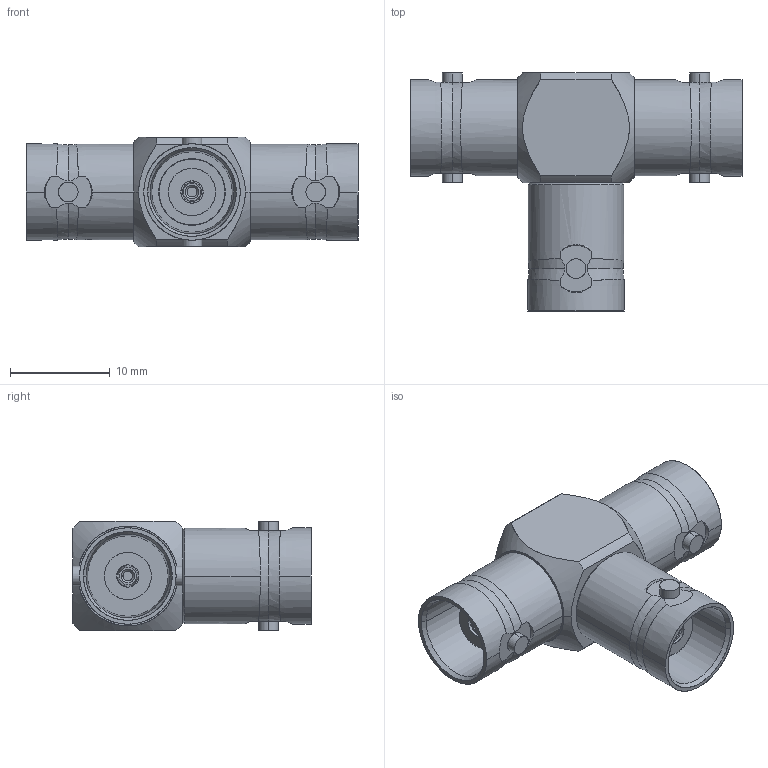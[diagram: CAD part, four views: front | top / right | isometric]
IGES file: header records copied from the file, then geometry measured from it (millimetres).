
Start section: SolidWorks IGES file using analytic representation for surfaces
Global section: file name: R141.782.000C.IGS; native system: SolidWorks 2006 by SolidWorks Corporation; preprocessor: SolidWorks 2006 by SolidWorks Corporation; author: huang_v; date: 080403.152731; units: millimetre
Bounding box: 33.3 x 23.88 x 11 mm (x, y, z)
Surface area: 2795.9 mm2 (no closed solid volume)
Topology: 0 solids, 0 shells, 284 faces, 3448 edges, 3448 vertices
Faces by surface type: revolution 178, bspline 106
